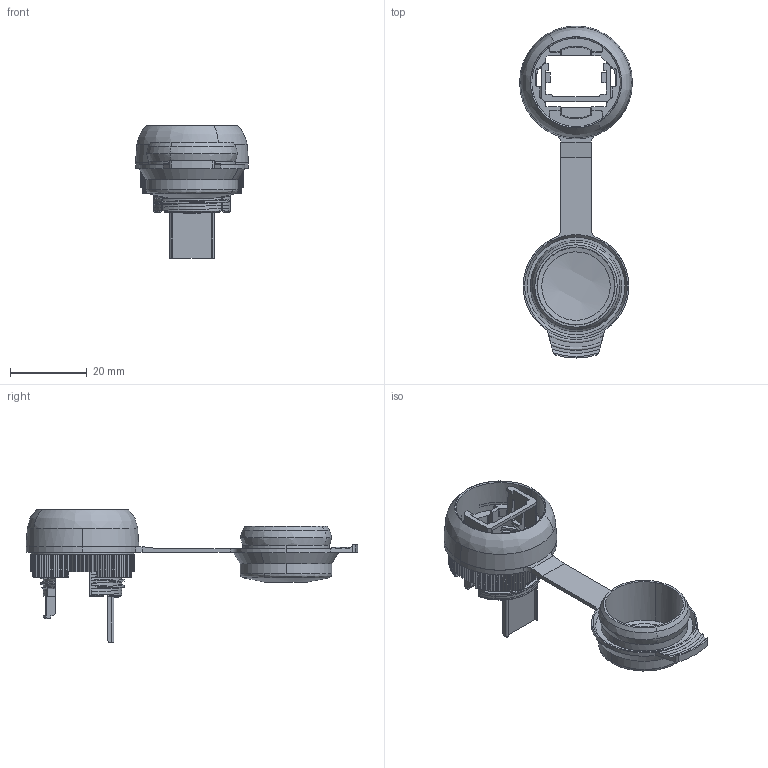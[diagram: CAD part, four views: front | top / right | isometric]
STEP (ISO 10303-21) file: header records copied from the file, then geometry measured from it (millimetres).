
FILE_DESCRIPTION (( 'STEP AP214' ), '1' );
FILE_NAME ('H86011A0007H50.STEP', '2013-10-23T07:57:56', ( 'Wartung' ), ( '' ), 'SwSTEP 2.0', 'SolidWorks 2013', '' );
FILE_SCHEMA (( 'AUTOMOTIVE_DESIGN' ));
Length unit declared in the file: millimetre
Products named in the file (4): H06001A0006H4; H06001A0006H3; H06001A0006H1; H86011A0007H50
Assembly tree (3 placements, depth 2):
  H86011A0007H50
    H06001A0006H1
    H06001A0006H3
    H06001A0006H4
Bounding box: 29.5 x 86.75 x 34.7 mm (x, y, z)
Volume: 7387.5 mm3; surface area: 10981.7 mm2
Topology: 3 solids, 3 shells, 1006 faces, 2734 edges, 1739 vertices
Faces by surface type: plane 689, cylinder 114, bspline 105, cone 98
Entity records: 70580 total; most frequent: CARTESIAN_POINT 42333, ORIENTED_EDGE 5468, DIRECTION 4237, EDGE_CURVE 2734, VERTEX_POINT 1739, LINE 1709, VECTOR 1709, AXIS2_PLACEMENT_3D 1264
